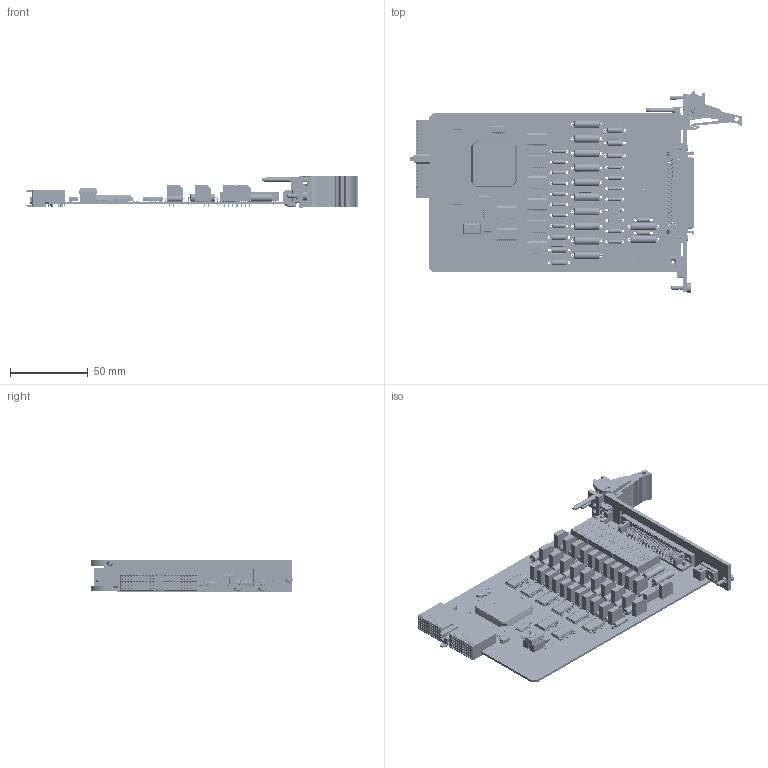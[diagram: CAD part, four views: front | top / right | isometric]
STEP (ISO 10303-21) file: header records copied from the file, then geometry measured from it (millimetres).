
FILE_DESCRIPTION (( 'STEP AP214' ), '1' );
FILE_NAME ('40-290-021 PXI D-16 BIT 0.5-32K Resistor Card.STEP', '2013-08-23T07:54:42', ( 'admin' ), ( '' ), 'SwSTEP 2.0', 'SolidWorks 2012', '' );
FILE_SCHEMA (( 'AUTOMOTIVE_DESIGN' ));
Length unit declared in the file: millimetre
Products named in the file (1): 40-290-021 PXI D-16 BIT  0.5-32K Resistor Card
Bounding box: 214.02 x 129.67 x 20 mm (x, y, z)
Surface area: 87722.6 mm2 (no closed solid volume)
Topology: 0 solids, 1564 shells, 6569 faces, 40855 edges, 34950 vertices
Faces by surface type: plane 4936, cylinder 1410, torus 134, bspline 52, cone 24, sphere 13
Full cylindrical faces by diameter (mm): 0.17 x9, 0.4 x33, 0.5 x106, 0.6 x144, 1 x75, 1.245 x23, 1.397 x8, 1.496 x2, 1.524 x205, 1.778 x72, 2 x5, 2.05 x1, 2.1 x2, 2.4 x16, 2.497 x1, 2.5 x5, 2.6 x3, 2.7 x1, 2.8 x1, 3 x3, 3.55 x6, 4.1 x2, 4.7 x1, 5 x18, 5.3 x1, 6 x2
Entity records: 544958 total; most frequent: CARTESIAN_POINT 185677, DIRECTION 50346, ORIENTED_EDGE 47828, EDGE_CURVE 39828, VERTEX_POINT 34811, LINE 28478, VECTOR 28478, AXIS2_PLACEMENT_3D 10934
